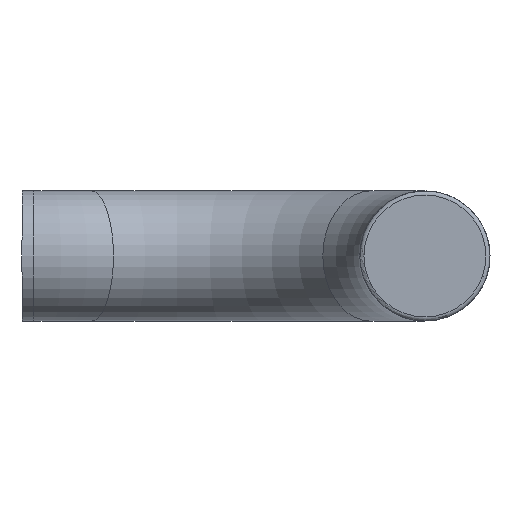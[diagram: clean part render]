
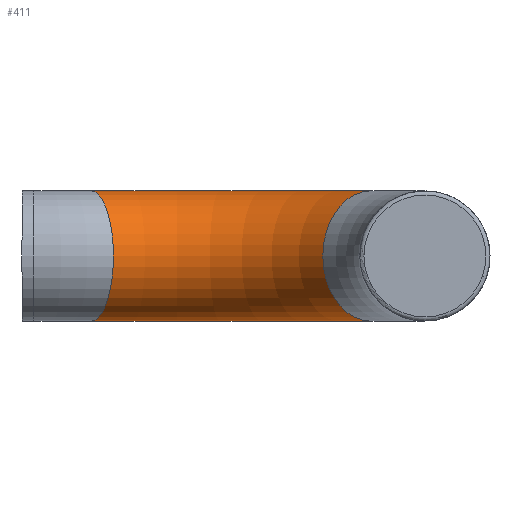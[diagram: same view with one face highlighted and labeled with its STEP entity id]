
A CAD part, front view. The second image highlights one B-rep face of the part: STEP entity #411.
In plain terms, the highlighted toroidal (fillet/blend) face has major radius 62.518 mm and minor radius 15.75 mm.
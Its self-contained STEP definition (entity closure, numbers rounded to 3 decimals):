
#42=TOROIDAL_SURFACE('',#477,62.518,15.75);
#67=FACE_OUTER_BOUND('',#95,.T.);
#95=EDGE_LOOP('',(#377,#378,#379,#380,#381));
#141=CIRCLE('',#475,15.75);
#142=CIRCLE('',#476,15.75);
#143=CIRCLE('',#478,46.768);
#144=CIRCLE('',#479,15.75);
#201=VERTEX_POINT('',#1533);
#202=VERTEX_POINT('',#1535);
#203=VERTEX_POINT('',#1539);
#260=EDGE_CURVE('',#201,#202,#141,.T.);
#261=EDGE_CURVE('',#202,#201,#142,.T.);
#262=EDGE_CURVE('',#202,#203,#143,.T.);
#263=EDGE_CURVE('',#203,#203,#144,.T.);
#377=ORIENTED_EDGE('',*,*,#260,.F.);
#378=ORIENTED_EDGE('',*,*,#261,.F.);
#379=ORIENTED_EDGE('',*,*,#262,.T.);
#380=ORIENTED_EDGE('',*,*,#263,.T.);
#381=ORIENTED_EDGE('',*,*,#262,.F.);
#411=ADVANCED_FACE('',(#67),#42,.T.);
#475=AXIS2_PLACEMENT_3D('',#1536,#585,#586);
#476=AXIS2_PLACEMENT_3D('',#1537,#587,#588);
#477=AXIS2_PLACEMENT_3D('',#1538,#589,#590);
#478=AXIS2_PLACEMENT_3D('',#1540,#591,#592);
#479=AXIS2_PLACEMENT_3D('',#1541,#593,#594);
#585=DIRECTION('center_axis',(-0.938,-0.345,0.));
#586=DIRECTION('ref_axis',(0.345,-0.938,0.));
#587=DIRECTION('center_axis',(-0.938,-0.345,0.));
#588=DIRECTION('ref_axis',(0.345,-0.938,0.));
#589=DIRECTION('center_axis',(0.,0.,1.));
#590=DIRECTION('ref_axis',(1.,0.,0.));
#591=DIRECTION('center_axis',(0.,0.,-1.));
#592=DIRECTION('ref_axis',(1.,0.,0.));
#593=DIRECTION('center_axis',(-0.674,0.738,0.));
#594=DIRECTION('ref_axis',(-0.738,-0.674,0.));
#1533=CARTESIAN_POINT('',(-86.27,356.042,0.));
#1535=CARTESIAN_POINT('',(-75.393,326.48,0.));
#1536=CARTESIAN_POINT('Origin',(-80.832,341.261,0.));
#1537=CARTESIAN_POINT('Origin',(-80.832,341.261,0.));
#1538=CARTESIAN_POINT('Origin',(-59.244,282.588,0.));
#1539=CARTESIAN_POINT('',(-24.707,314.123,0.));
#1540=CARTESIAN_POINT('Origin',(-59.244,282.588,0.));
#1541=CARTESIAN_POINT('Origin',(-13.076,324.743,0.));
